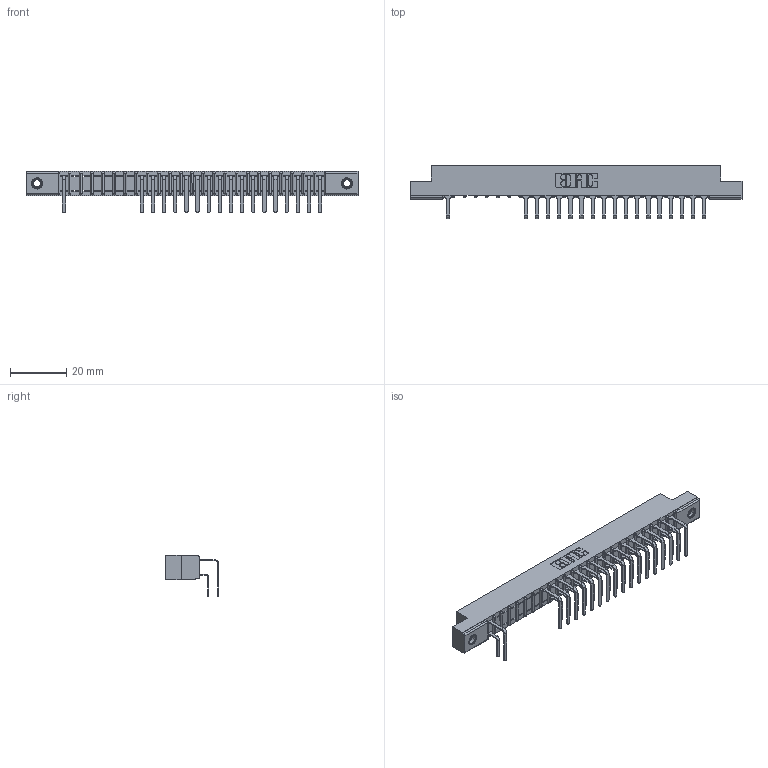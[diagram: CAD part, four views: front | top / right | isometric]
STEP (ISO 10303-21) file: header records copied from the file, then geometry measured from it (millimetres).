
FILE_DESCRIPTION (( 'STEP AP203' ), '1' );
FILE_NAME ('307-048-558-207.STEP', '2018-08-06T04:02:13', ( '' ), ( '' ), 'SwSTEP 2.0', 'SolidWorks 2016', '' );
FILE_SCHEMA (( 'CONFIG_CONTROL_DESIGN' ));
Length unit declared in the file: inch
Products named in the file (5): 345-250-001_345-250-005-103; 307-048-558-207; 307 Part_.156 Dia Mounting Holes; 307-290-001_558 559 - 1 (Single); 307-290-001_558 - 2 (Single)
Assembly tree (38 placements, depth 2):
  307-048-558-207
    307 Part_.156 Dia Mounting Holes
    307-290-001_558 559 - 1 (Single)  x17
    307-290-001_558 - 2 (Single)  x18
    345-250-001_345-250-005-103  x2
Bounding box: 118.11 x 18.96 x 14.81 mm (x, y, z)
Volume: 7700.4 mm3; surface area: 13632.7 mm2
Topology: 38 solids, 38 shells, 2083 faces, 5845 edges, 3774 vertices
Faces by surface type: plane 1335, cylinder 682, sphere 50, cone 12, torus 4
Entity records: 25778 total; most frequent: CARTESIAN_POINT 4264, ORIENTED_EDGE 4230, DIRECTION 4179, EDGE_CURVE 2115, VECTOR 1613, LINE 1613, VERTEX_POINT 1368, AXIS2_PLACEMENT_3D 1283
